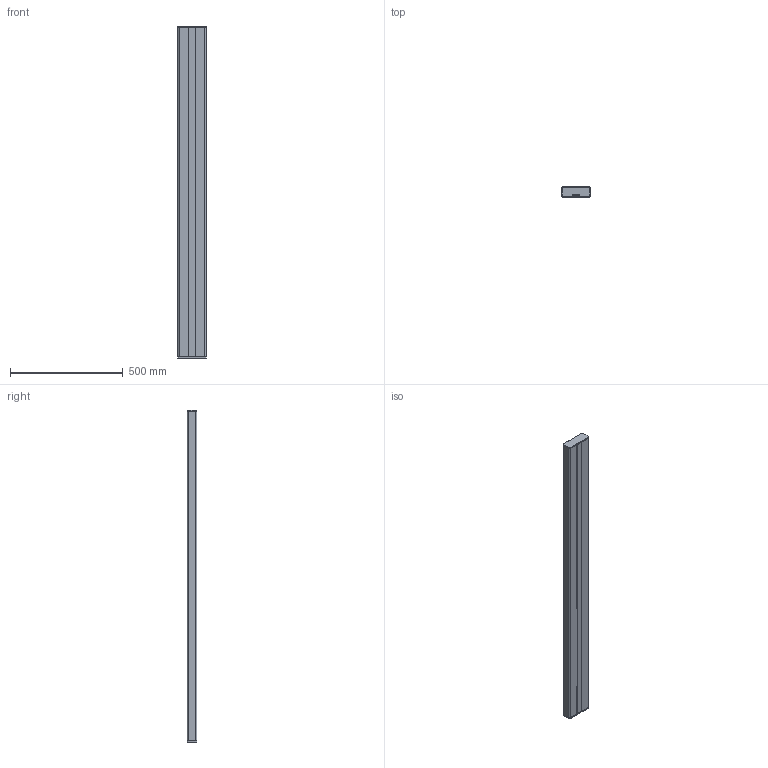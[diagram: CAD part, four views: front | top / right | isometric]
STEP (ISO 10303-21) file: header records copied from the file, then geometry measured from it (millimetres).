
FILE_DESCRIPTION (( 'STEP AP214' ), '1' );
FILE_NAME ('Linear IndiviLED DIRECT 1500 G2.STEP', '2024-01-11T12:07:03', ( '' ), ( '' ), 'SwSTEP 2.0', 'SolidWorks 2022', '' );
FILE_SCHEMA (( 'AUTOMOTIVE_DESIGN' ));
Length unit declared in the file: millimetre
Products named in the file (1): Linear IndiviLED DIRECT 1500 G2
Bounding box: 125 x 43 x 1475 mm (x, y, z)
Volume: 1104640.9 mm3; surface area: 1419950.9 mm2
Topology: 17 solids, 17 shells, 748 faces, 1982 edges, 1328 vertices
Faces by surface type: bspline 400, plane 266, torus 50, cylinder 20, cone 12
Entity records: 100374 total; most frequent: CARTESIAN_POINT 76869, ORIENTED_EDGE 3864, EDGE_CURVE 1932, DIRECTION 1534, VERTEX_POINT 1328, B_SPLINE_CURVE_WITH_KNOTS 1260, EDGE_LOOP 962, FACE_OUTER_BOUND 798
